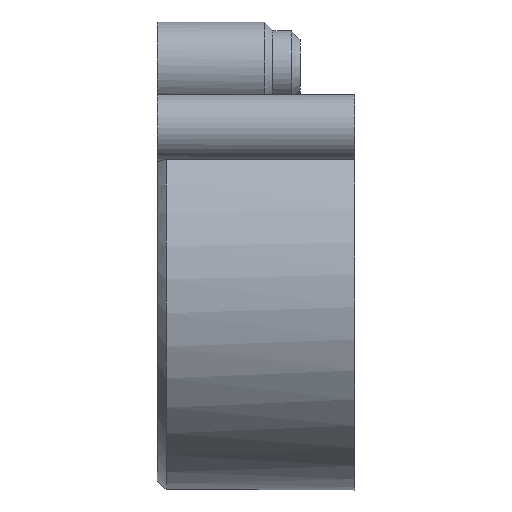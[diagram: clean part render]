
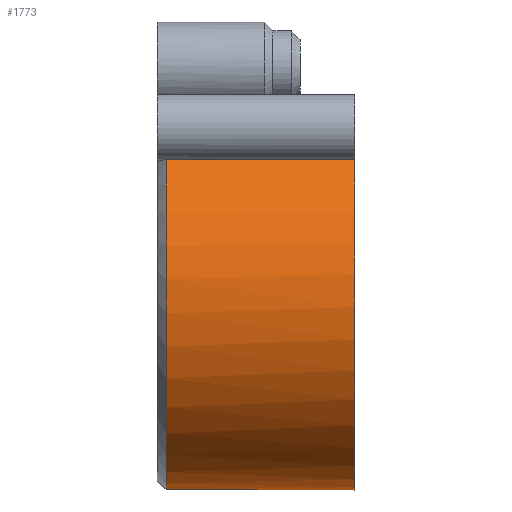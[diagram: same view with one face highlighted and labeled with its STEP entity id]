
A CAD part, left-side view. The second image highlights one B-rep face of the part: STEP entity #1773.
In plain terms, the highlighted cylindrical face has radius 21.75 mm (diameter 43.5 mm), a partial arc.
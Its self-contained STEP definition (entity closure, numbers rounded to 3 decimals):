
#274=FACE_OUTER_BOUND('',#416,.T.);
#416=EDGE_LOOP('',(#1595,#1596,#1597,#1598,#1599,#1600));
#436=LINE('',#2824,#529);
#504=LINE('',#3153,#597);
#509=LINE('',#3186,#602);
#529=VECTOR('',#2238,10.);
#597=VECTOR('',#2592,3.3);
#602=VECTOR('',#2625,10.);
#737=CIRCLE('',#2042,21.75);
#740=CIRCLE('',#2051,21.75);
#741=CIRCLE('',#2053,21.75);
#798=VERTEX_POINT('',#2821);
#799=VERTEX_POINT('',#2823);
#898=VERTEX_POINT('',#3146);
#901=VERTEX_POINT('',#3151);
#909=VERTEX_POINT('',#3174);
#911=VERTEX_POINT('',#3181);
#973=EDGE_CURVE('',#799,#798,#436,.T.);
#1124=EDGE_CURVE('',#901,#898,#504,.T.);
#1135=EDGE_CURVE('',#909,#901,#737,.T.);
#1139=EDGE_CURVE('',#909,#911,#509,.T.);
#1145=EDGE_CURVE('',#799,#911,#740,.T.);
#1146=EDGE_CURVE('',#798,#898,#741,.T.);
#1595=ORIENTED_EDGE('',*,*,#1146,.T.);
#1596=ORIENTED_EDGE('',*,*,#1124,.F.);
#1597=ORIENTED_EDGE('',*,*,#1135,.F.);
#1598=ORIENTED_EDGE('',*,*,#1139,.T.);
#1599=ORIENTED_EDGE('',*,*,#1145,.F.);
#1600=ORIENTED_EDGE('',*,*,#973,.T.);
#1661=CYLINDRICAL_SURFACE('',#2052,21.75);
#1773=ADVANCED_FACE('',(#274),#1661,.T.);
#2042=AXIS2_PLACEMENT_3D('',#3176,#2618,#2619);
#2051=AXIS2_PLACEMENT_3D('',#3202,#2641,#2642);
#2052=AXIS2_PLACEMENT_3D('',#3203,#2643,#2644);
#2053=AXIS2_PLACEMENT_3D('',#3204,#2645,#2646);
#2238=DIRECTION('',(0.,-1.,0.));
#2592=DIRECTION('',(0.,1.,0.));
#2618=DIRECTION('center_axis',(0.,-1.,0.));
#2619=DIRECTION('ref_axis',(-1.,0.,0.));
#2625=DIRECTION('',(0.,1.,0.));
#2641=DIRECTION('center_axis',(0.,1.,0.));
#2642=DIRECTION('ref_axis',(-1.,0.,0.));
#2643=DIRECTION('center_axis',(0.,1.,0.));
#2644=DIRECTION('ref_axis',(-1.,0.,0.));
#2645=DIRECTION('center_axis',(0.,1.,0.));
#2646=DIRECTION('ref_axis',(-1.,0.,0.));
#2821=CARTESIAN_POINT('',(-519.461,-30.636,-353.498));
#2823=CARTESIAN_POINT('',(-519.461,-22.577,-353.498));
#2824=CARTESIAN_POINT('',(-519.461,-31.977,-353.498));
#3146=CARTESIAN_POINT('',(-524.337,-30.636,-357.192));
#3151=CARTESIAN_POINT('',(-524.337,-43.769,-357.192));
#3153=CARTESIAN_POINT('',(-524.337,-36.136,-357.192));
#3174=CARTESIAN_POINT('',(-550.274,-43.769,-322.793));
#3176=CARTESIAN_POINT('Origin',(-534.902,-43.769,-338.18));
#3181=CARTESIAN_POINT('',(-550.274,-22.577,-322.793));
#3186=CARTESIAN_POINT('',(-550.274,-43.769,-322.793));
#3202=CARTESIAN_POINT('Origin',(-534.902,-22.577,-338.18));
#3203=CARTESIAN_POINT('Origin',(-534.902,-38.577,-338.18));
#3204=CARTESIAN_POINT('Origin',(-534.902,-30.636,-338.18));
